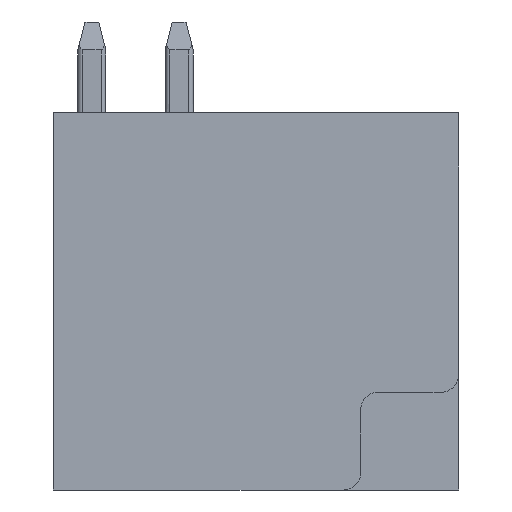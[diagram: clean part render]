
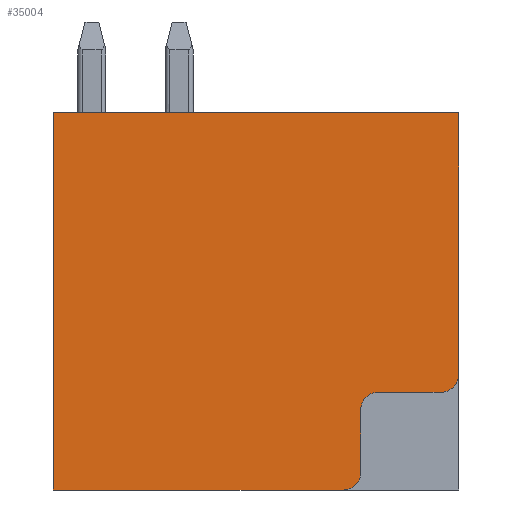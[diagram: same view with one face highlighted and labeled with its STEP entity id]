
A CAD part, front view. The second image highlights one B-rep face of the part: STEP entity #35004.
In plain terms, the highlighted planar face has unit normal (0, -1, 0).
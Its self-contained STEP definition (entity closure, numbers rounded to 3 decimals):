
#3750=CARTESIAN_POINT('',(2.806,-87.5,-6.124));
#3751=DIRECTION('',(0.,-1.,0.));
#3752=DIRECTION('',(0.,0.,-1.));
#3753=AXIS2_PLACEMENT_3D('',#3750,#3751,#3752);
#3755=DIRECTION('',(-1.,0.,0.));
#3756=VECTOR('',#3755,8.3);
#3757=CARTESIAN_POINT('',(2.806,-87.5,-6.624));
#3758=LINE('',#3757,#3756);
#3759=DIRECTION('',(0.,0.,1.));
#3760=VECTOR('',#3759,10.8);
#3761=CARTESIAN_POINT('',(-5.494,-87.5,-6.624));
#3762=LINE('',#3761,#3760);
#3763=DIRECTION('',(1.,0.,0.));
#3764=VECTOR('',#3763,11.6);
#3765=CARTESIAN_POINT('',(-5.494,-87.5,4.176));
#3766=LINE('',#3765,#3764);
#3767=DIRECTION('',(0.,0.,-1.));
#3768=VECTOR('',#3767,7.5);
#3769=CARTESIAN_POINT('',(6.106,-87.5,4.176));
#3770=LINE('',#3769,#3768);
#3771=CARTESIAN_POINT('',(5.606,-87.5,-3.324));
#3772=DIRECTION('',(0.,-1.,0.));
#3773=DIRECTION('',(0.,0.,-1.));
#3774=AXIS2_PLACEMENT_3D('',#3771,#3772,#3773);
#3776=DIRECTION('',(-1.,0.,0.));
#3777=VECTOR('',#3776,1.8);
#3778=CARTESIAN_POINT('',(5.606,-87.5,-3.824));
#3779=LINE('',#3778,#3777);
#3780=DIRECTION('',(0.,0.,1.));
#3781=VECTOR('',#3780,1.8);
#3782=CARTESIAN_POINT('',(3.306,-87.5,-6.124));
#3783=LINE('',#3782,#3781);
#3801=CARTESIAN_POINT('',(3.806,-87.5,-4.324));
#3802=DIRECTION('',(0.,1.,0.));
#3803=DIRECTION('',(-1.,0.,0.));
#3804=AXIS2_PLACEMENT_3D('',#3801,#3802,#3803);
#26053=CARTESIAN_POINT('',(-5.494,-87.5,-6.624));
#26054=CARTESIAN_POINT('',(-5.494,-87.5,4.176));
#26055=VERTEX_POINT('',#26053);
#26056=VERTEX_POINT('',#26054);
#26057=CARTESIAN_POINT('',(6.106,-87.5,4.176));
#26058=VERTEX_POINT('',#26057);
#26091=CARTESIAN_POINT('',(3.306,-87.5,-4.324));
#26092=VERTEX_POINT('',#26091);
#26093=CARTESIAN_POINT('',(3.806,-87.5,-3.824));
#26094=VERTEX_POINT('',#26093);
#26095=CARTESIAN_POINT('',(2.806,-87.5,-6.624));
#26096=CARTESIAN_POINT('',(3.306,-87.5,-6.124));
#26097=VERTEX_POINT('',#26095);
#26098=VERTEX_POINT('',#26096);
#26103=CARTESIAN_POINT('',(5.606,-87.5,-3.824));
#26105=VERTEX_POINT('',#26103);
#26107=CARTESIAN_POINT('',(6.106,-87.5,-3.324));
#26108=VERTEX_POINT('',#26107);
#34983=CARTESIAN_POINT('',(0.,-87.5,0.));
#34984=DIRECTION('',(0.,1.,0.));
#34985=DIRECTION('',(1.,0.,0.));
#34986=AXIS2_PLACEMENT_3D('',#34983,#34984,#34985);
#34987=PLANE('',#34986);
#34989=ORIENTED_EDGE('',*,*,#34988,.F.);
#34990=ORIENTED_EDGE('',*,*,#34117,.T.);
#34991=ORIENTED_EDGE('',*,*,#34136,.T.);
#34992=ORIENTED_EDGE('',*,*,#34149,.T.);
#34993=ORIENTED_EDGE('',*,*,#32626,.T.);
#34995=ORIENTED_EDGE('',*,*,#34994,.F.);
#34997=ORIENTED_EDGE('',*,*,#34996,.T.);
#34999=ORIENTED_EDGE('',*,*,#34998,.F.);
#35001=ORIENTED_EDGE('',*,*,#35000,.F.);
#35002=EDGE_LOOP('',(#34989,#34990,#34991,#34992,#34993,#34995,#34997,#34999,
#35001));
#35003=FACE_OUTER_BOUND('',#35002,.F.);
#35004=ADVANCED_FACE('',(#35003),#34987,.F.);
#3754=CIRCLE('',#3753,0.5);
#3775=CIRCLE('',#3774,0.5);
#3805=CIRCLE('',#3804,0.5);
#32626=EDGE_CURVE('',#26058,#26108,#3770,.T.);
#34117=EDGE_CURVE('',#26097,#26055,#3758,.T.);
#34136=EDGE_CURVE('',#26055,#26056,#3762,.T.);
#34149=EDGE_CURVE('',#26056,#26058,#3766,.T.);
#34988=EDGE_CURVE('',#26097,#26098,#3754,.T.);
#34994=EDGE_CURVE('',#26105,#26108,#3775,.T.);
#34996=EDGE_CURVE('',#26105,#26094,#3779,.T.);
#34998=EDGE_CURVE('',#26092,#26094,#3805,.T.);
#35000=EDGE_CURVE('',#26098,#26092,#3783,.T.);
